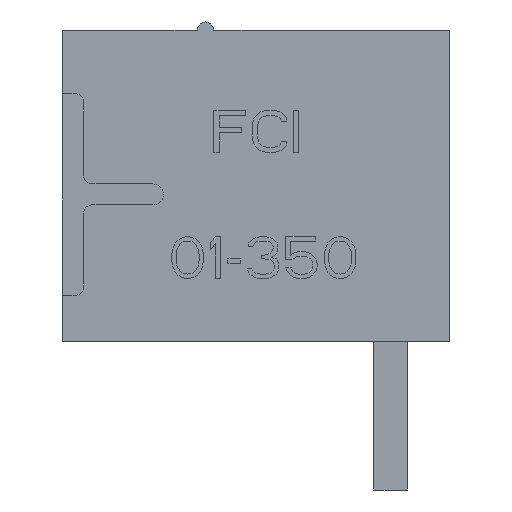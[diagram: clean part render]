
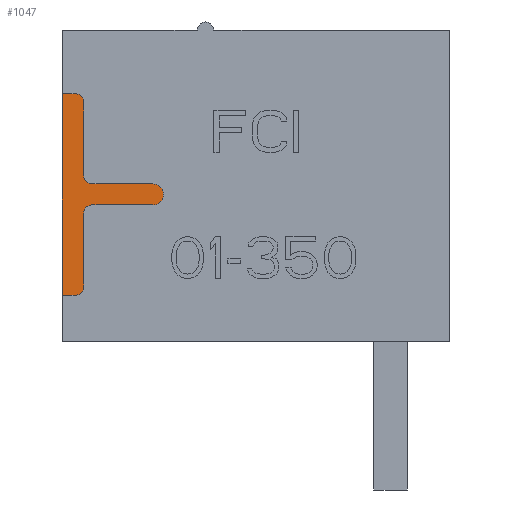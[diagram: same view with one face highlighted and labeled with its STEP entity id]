
A CAD part, left-side view. The second image highlights one B-rep face of the part: STEP entity #1047.
In plain terms, the highlighted planar face has unit normal (-1, 0, 0).
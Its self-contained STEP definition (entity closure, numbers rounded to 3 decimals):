
#1047=ADVANCED_FACE('3743',(#3137),#3138,.T.);
#3137=FACE_OUTER_BOUND('',#5490,.T.);
#3138=PLANE('',#5491);
#5490=EDGE_LOOP('',(#13457,#13458,#13459,#13460,#13461,#13462,#13463,#13464,#13465,#13466,#13467,#13468));
#5491=AXIS2_PLACEMENT_3D('',#13469,#13470,#13471);
#13457=ORIENTED_EDGE('',*,*,#18042,.T.);
#13458=ORIENTED_EDGE('',*,*,#18040,.T.);
#13459=ORIENTED_EDGE('',*,*,#18038,.T.);
#13460=ORIENTED_EDGE('',*,*,#18036,.T.);
#13461=ORIENTED_EDGE('',*,*,#18034,.T.);
#13462=ORIENTED_EDGE('',*,*,#18032,.T.);
#13463=ORIENTED_EDGE('',*,*,#18030,.T.);
#13464=ORIENTED_EDGE('',*,*,#18052,.T.);
#13465=ORIENTED_EDGE('',*,*,#18050,.T.);
#13466=ORIENTED_EDGE('',*,*,#18048,.T.);
#13467=ORIENTED_EDGE('',*,*,#18046,.T.);
#13468=ORIENTED_EDGE('',*,*,#18044,.T.);
#13469=CARTESIAN_POINT('',(-36.8,0.0,-3.7));
#13470=DIRECTION('',(-1.0,0.0,0.0));
#13471=DIRECTION('',(0.0,0.0,1.0));
#18030=EDGE_CURVE('4784',#22785,#22783,#22786,.T.);
#18032=EDGE_CURVE('4783',#22788,#22785,#22789,.T.);
#18034=EDGE_CURVE('4782',#22791,#22788,#22792,.T.);
#18036=EDGE_CURVE('6083',#22794,#22791,#22795,.T.);
#18038=EDGE_CURVE('6092',#22797,#22794,#22798,.T.);
#18040=EDGE_CURVE('6082',#22800,#22797,#22801,.T.);
#18042=EDGE_CURVE('4781',#22803,#22800,#22804,.T.);
#18044=EDGE_CURVE('6085',#22806,#22803,#22807,.T.);
#18046=EDGE_CURVE('6093',#22809,#22806,#22810,.T.);
#18048=EDGE_CURVE('6084',#22812,#22809,#22813,.T.);
#18050=EDGE_CURVE('4786',#22815,#22812,#22816,.T.);
#18052=EDGE_CURVE('4785',#22783,#22815,#22818,.T.);
#22783=VERTEX_POINT('',#30020);
#22785=VERTEX_POINT('',#30023);
#22786=LINE('',#30024,#30025);
#22788=VERTEX_POINT('',#30028);
#22789=LINE('',#30029,#30030);
#22791=VERTEX_POINT('',#30033);
#22792=CIRCLE('',#30034,0.2);
#22794=VERTEX_POINT('',#30037);
#22795=LINE('',#30038,#30039);
#22797=VERTEX_POINT('',#30042);
#22798=CIRCLE('',#30043,0.2);
#22800=VERTEX_POINT('',#30046);
#22801=LINE('',#30047,#30048);
#22803=VERTEX_POINT('',#30051);
#22804=CIRCLE('',#30052,0.25);
#22806=VERTEX_POINT('',#30055);
#22807=LINE('',#30056,#30057);
#22809=VERTEX_POINT('',#30060);
#22810=CIRCLE('',#30061,0.2);
#22812=VERTEX_POINT('',#30064);
#22813=LINE('',#30065,#30066);
#22815=VERTEX_POINT('',#30069);
#22816=CIRCLE('',#30070,0.2);
#22818=LINE('',#30073,#30074);
#30020=CARTESIAN_POINT('',(-36.8,4.6,-2.6));
#30023=CARTESIAN_POINT('',(-36.8,4.6,2.2));
#30024=CARTESIAN_POINT('',(-36.8,4.6,2.2));
#30025=VECTOR('',#34780,4.8);
#30028=CARTESIAN_POINT('',(-36.8,4.3,2.2));
#30029=CARTESIAN_POINT('',(-36.8,4.3,2.2));
#30030=VECTOR('',#34782,0.3);
#30033=CARTESIAN_POINT('',(-36.8,4.1,2.0));
#30034=AXIS2_PLACEMENT_3D('',#34784,#34785,#34786);
#30037=CARTESIAN_POINT('',(-36.8,4.1,0.25));
#30038=CARTESIAN_POINT('',(-36.8,4.1,0.25));
#30039=VECTOR('',#34788,1.75);
#30042=CARTESIAN_POINT('',(-36.8,3.9,0.05));
#30043=AXIS2_PLACEMENT_3D('',#34790,#34791,#34792);
#30046=CARTESIAN_POINT('',(-36.8,2.45,0.05));
#30047=CARTESIAN_POINT('',(-36.8,2.45,0.05));
#30048=VECTOR('',#34794,1.45);
#30051=CARTESIAN_POINT('',(-36.8,2.45,-0.45));
#30052=AXIS2_PLACEMENT_3D('',#34796,#34797,#34798);
#30055=CARTESIAN_POINT('',(-36.8,3.9,-0.45));
#30056=CARTESIAN_POINT('',(-36.8,3.9,-0.45));
#30057=VECTOR('',#34800,1.45);
#30060=CARTESIAN_POINT('',(-36.8,4.1,-0.65));
#30061=AXIS2_PLACEMENT_3D('',#34802,#34803,#34804);
#30064=CARTESIAN_POINT('',(-36.8,4.1,-2.4));
#30065=CARTESIAN_POINT('',(-36.8,4.1,-2.4));
#30066=VECTOR('',#34806,1.75);
#30069=CARTESIAN_POINT('',(-36.8,4.3,-2.6));
#30070=AXIS2_PLACEMENT_3D('',#34808,#34809,#34810);
#30073=CARTESIAN_POINT('',(-36.8,4.6,-2.6));
#30074=VECTOR('',#34812,0.3);
#34780=DIRECTION('',(0.0,0.0,-1.0));
#34782=DIRECTION('',(0.0,1.0,0.0));
#34784=CARTESIAN_POINT('',(-36.8,4.3,2.0));
#34785=DIRECTION('',(-1.0,0.0,0.0));
#34786=DIRECTION('',(0.0,-1.0,0.0));
#34788=DIRECTION('',(0.0,0.0,1.0));
#34790=CARTESIAN_POINT('',(-36.8,3.9,0.25));
#34791=DIRECTION('',(1.0,0.0,0.0));
#34792=DIRECTION('',(0.0,0.0,-1.0));
#34794=DIRECTION('',(0.0,1.0,0.0));
#34796=CARTESIAN_POINT('',(-36.8,2.45,-0.2));
#34797=DIRECTION('',(-1.0,0.0,0.0));
#34798=DIRECTION('',(0.0,0.0,-1.0));
#34800=DIRECTION('',(0.0,-1.0,0.0));
#34802=CARTESIAN_POINT('',(-36.8,3.9,-0.65));
#34803=DIRECTION('',(1.0,0.0,0.0));
#34804=DIRECTION('',(0.0,1.0,0.0));
#34806=DIRECTION('',(0.0,0.0,1.0));
#34808=CARTESIAN_POINT('',(-36.8,4.3,-2.4));
#34809=DIRECTION('',(-1.0,0.0,0.0));
#34810=DIRECTION('',(0.0,0.0,-1.0));
#34812=DIRECTION('',(0.0,-1.0,0.0));
